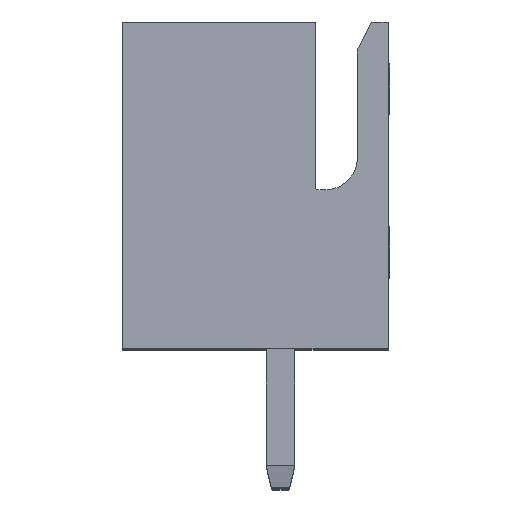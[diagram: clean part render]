
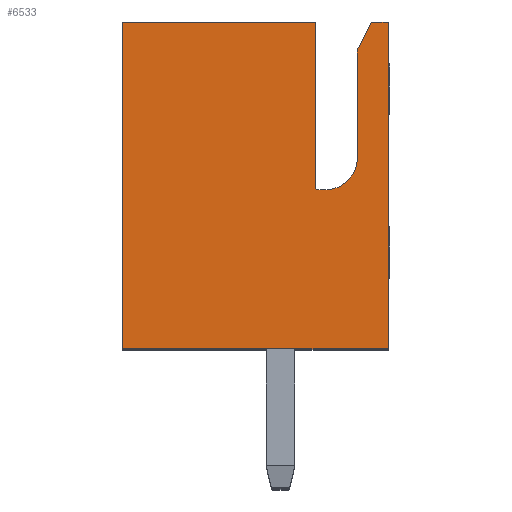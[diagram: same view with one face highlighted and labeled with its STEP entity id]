
A CAD part, top view. The second image highlights one B-rep face of the part: STEP entity #6533.
In plain terms, the highlighted planar face has unit normal (0, 0, 1).
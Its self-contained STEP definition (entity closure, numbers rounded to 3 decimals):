
#58=CIRCLE('',#6840,0.05);
#63=CIRCLE('',#6966,0.7);
#373=PLANE('',#6965);
#727=FACE_OUTER_BOUND('',#1090,.T.);
#1090=EDGE_LOOP('',(#5415,#5416,#5417,#5418,#5419,#5420,#5421,#5422,#5423,
#5424,#5425));
#1357=LINE('',#10612,#2059);
#1365=LINE('',#10627,#2067);
#1385=LINE('',#10683,#2087);
#1560=LINE('',#11223,#2262);
#1800=LINE('',#11717,#2502);
#1809=LINE('',#11736,#2511);
#1810=LINE('',#11739,#2512);
#1811=LINE('',#11740,#2513);
#1812=LINE('',#11741,#2514);
#2059=VECTOR('',#7373,10.);
#2067=VECTOR('',#7383,10.);
#2087=VECTOR('',#7429,10.);
#2262=VECTOR('',#7824,10.);
#2502=VECTOR('',#8300,10.);
#2511=VECTOR('',#8319,10.);
#2512=VECTOR('',#8322,10.);
#2513=VECTOR('',#8323,10.);
#2514=VECTOR('',#8324,10.);
#2787=VERTEX_POINT('',#10609);
#2788=VERTEX_POINT('',#10611);
#2794=VERTEX_POINT('',#10625);
#2816=VERTEX_POINT('',#10680);
#2817=VERTEX_POINT('',#10682);
#2962=VERTEX_POINT('',#11216);
#2964=VERTEX_POINT('',#11222);
#3099=VERTEX_POINT('',#11714);
#3100=VERTEX_POINT('',#11716);
#3105=VERTEX_POINT('',#11735);
#3106=VERTEX_POINT('',#11738);
#3413=EDGE_CURVE('',#2788,#2787,#1357,.T.);
#3421=EDGE_CURVE('',#2794,#2787,#1365,.T.);
#3448=EDGE_CURVE('',#2817,#2816,#1385,.T.);
#3667=EDGE_CURVE('',#2788,#2962,#58,.T.);
#3670=EDGE_CURVE('',#2964,#2962,#1560,.T.);
#3913=EDGE_CURVE('',#3100,#3099,#1800,.T.);
#3923=EDGE_CURVE('',#3099,#3105,#1809,.T.);
#3924=EDGE_CURVE('',#3105,#2964,#63,.T.);
#3925=EDGE_CURVE('',#3106,#2794,#1810,.T.);
#3926=EDGE_CURVE('',#3106,#2817,#1811,.T.);
#3927=EDGE_CURVE('',#3100,#2816,#1812,.T.);
#5415=ORIENTED_EDGE('',*,*,#3913,.T.);
#5416=ORIENTED_EDGE('',*,*,#3923,.T.);
#5417=ORIENTED_EDGE('',*,*,#3924,.T.);
#5418=ORIENTED_EDGE('',*,*,#3670,.T.);
#5419=ORIENTED_EDGE('',*,*,#3667,.F.);
#5420=ORIENTED_EDGE('',*,*,#3413,.T.);
#5421=ORIENTED_EDGE('',*,*,#3421,.F.);
#5422=ORIENTED_EDGE('',*,*,#3925,.F.);
#5423=ORIENTED_EDGE('',*,*,#3926,.T.);
#5424=ORIENTED_EDGE('',*,*,#3448,.T.);
#5425=ORIENTED_EDGE('',*,*,#3927,.F.);
#6533=ADVANCED_FACE('',(#727),#373,.T.);
#6840=AXIS2_PLACEMENT_3D('',#11217,#7817,#7818);
#6965=AXIS2_PLACEMENT_3D('',#11734,#8317,#8318);
#6966=AXIS2_PLACEMENT_3D('',#11737,#8320,#8321);
#7373=DIRECTION('',(0.,1.,0.));
#7383=DIRECTION('',(1.,0.,0.));
#7429=DIRECTION('',(0.,1.,0.));
#7817=DIRECTION('center_axis',(0.,0.,1.));
#7818=DIRECTION('ref_axis',(-0.707,-0.707,0.));
#7824=DIRECTION('',(-1.,0.,0.));
#8300=DIRECTION('',(-0.447,-0.894,0.));
#8317=DIRECTION('center_axis',(0.,0.,1.));
#8318=DIRECTION('ref_axis',(1.,0.,0.));
#8319=DIRECTION('',(0.,-1.,0.));
#8320=DIRECTION('center_axis',(0.,0.,-1.));
#8321=DIRECTION('ref_axis',(0.,-1.,0.));
#8322=DIRECTION('',(0.,1.,0.));
#8323=DIRECTION('',(1.,0.,0.));
#8324=DIRECTION('',(1.,0.,0.));
#10609=CARTESIAN_POINT('',(1.29,7.,10.25));
#10611=CARTESIAN_POINT('',(1.29,3.45,10.25));
#10612=CARTESIAN_POINT('',(1.29,1.7,10.25));
#10625=CARTESIAN_POINT('',(-2.85,7.,10.25));
#10627=CARTESIAN_POINT('',(-2.85,7.,10.25));
#10680=CARTESIAN_POINT('',(2.85,7.,10.25));
#10682=CARTESIAN_POINT('',(2.85,0.,10.25));
#10683=CARTESIAN_POINT('',(2.85,0.,10.25));
#11216=CARTESIAN_POINT('',(1.34,3.4,10.25));
#11217=CARTESIAN_POINT('Origin',(1.34,3.45,10.25));
#11222=CARTESIAN_POINT('',(1.49,3.4,10.25));
#11223=CARTESIAN_POINT('',(-0.68,3.4,10.25));
#11714=CARTESIAN_POINT('',(2.19,6.4,10.25));
#11716=CARTESIAN_POINT('',(2.49,7.,10.25));
#11717=CARTESIAN_POINT('',(0.556,3.132,10.25));
#11734=CARTESIAN_POINT('Origin',(-2.85,0.,10.25));
#11735=CARTESIAN_POINT('',(2.19,4.1,10.25));
#11736=CARTESIAN_POINT('',(2.19,3.5,10.25));
#11737=CARTESIAN_POINT('Origin',(1.49,4.1,10.25));
#11738=CARTESIAN_POINT('',(-2.85,0.,10.25));
#11739=CARTESIAN_POINT('',(-2.85,0.,10.25));
#11740=CARTESIAN_POINT('',(-2.85,0.,10.25));
#11741=CARTESIAN_POINT('',(-2.85,7.,10.25));
